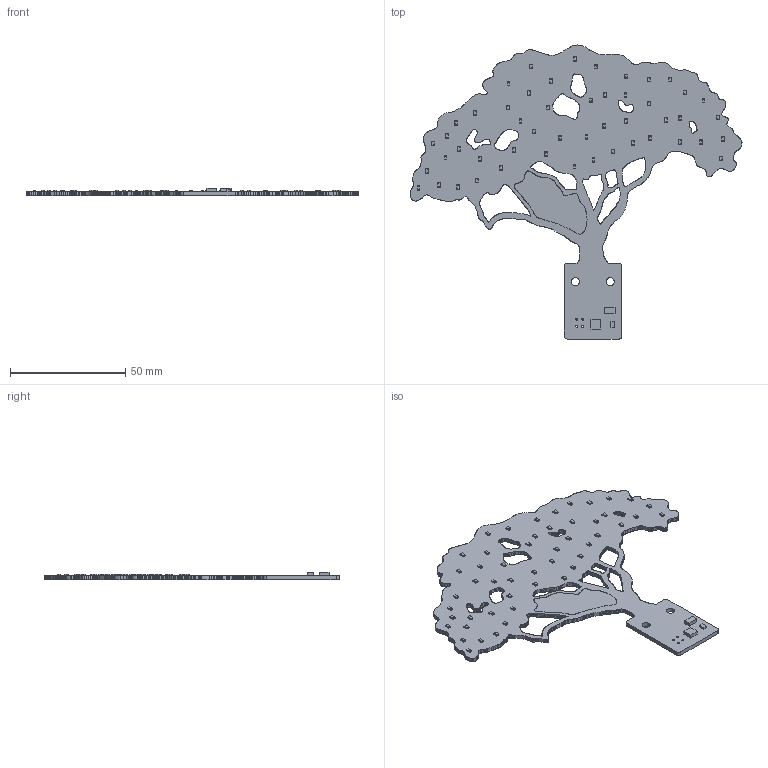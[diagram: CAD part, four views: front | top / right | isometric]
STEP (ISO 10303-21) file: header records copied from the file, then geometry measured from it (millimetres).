
FILE_DESCRIPTION(('Open CASCADE Model'),'2;1');
FILE_NAME('Open CASCADE Shape Model','2020-12-02T15:39:28',('Author'),( 'Open CASCADE'),'Open CASCADE STEP processor 6.8','Open CASCADE 6.8' ,'Unknown');
FILE_SCHEMA(('AUTOMOTIVE_DESIGN { 1 0 10303 214 1 1 1 1 }'));
Length unit declared in the file: millimetre
Products named in the file (70): PCB; Board; Open CASCADE STEP translator 6.8 2.1.1; Open CASCADE STEP translator 6.8 2.1.1.1; Open CASCADE STEP translator 6.8 2.1.1.2; D1; 5849563760; Extruded; Q1; 5849564160; U1; 5849564560; Open CASCADE STEP translator 6.8 2.5; WL-SMCW_0805_LED; base; cover; housing; marking; base_2; Open CASCADE STEP translator 6.8 2.6; Open CASCADE STEP translator 6.8 2.7; Open CASCADE STEP translator 6.8 2.8; Open CASCADE STEP translator 6.8 2.9; Open CASCADE STEP translator 6.8 2.10; Open CASCADE STEP translator 6.8 2.11; Open CASCADE STEP translator 6.8 2.12; Open CASCADE STEP translator 6.8 2.13; Open CASCADE STEP translator 6.8 2.14; Open CASCADE STEP translator 6.8 2.15; Open CASCADE STEP translator 6.8 2.16; Open CASCADE STEP translator 6.8 2.17; Open CASCADE STEP translator 6.8 2.18; Open CASCADE STEP translator 6.8 2.19; Open CASCADE STEP translator 6.8 2.20; Open CASCADE STEP translator 6.8 2.21; Open CASCADE STEP translator 6.8 2.22; Open CASCADE STEP translator 6.8 2.23; Open CASCADE STEP translator 6.8 2.24; Open CASCADE STEP translator 6.8 2.25; Open CASCADE STEP translator 6.8 2.26 ...
Assembly tree (119 placements, depth 4):
  PCB
    Board
      Open CASCADE STEP translator 6.8 2.1.1
        Open CASCADE STEP translator 6.8 2.1.1.1
        Open CASCADE STEP translator 6.8 2.1.1.2
    D1
      5849563760
        Extruded
    Q1
      5849564160
        Extruded
    U1
      5849564560
        Extruded
    Open CASCADE STEP translator 6.8 2.5
      WL-SMCW_0805_LED
        base
        cover
        housing
        marking  x2
        base_2
    Open CASCADE STEP translator 6.8 2.6
      WL-SMCW_0805_LED
        base
        cover
        housing
        marking  x2
        base_2
    Open CASCADE STEP translator 6.8 2.7
      WL-SMCW_0805_LED
        base
        cover
        housing
        marking  x2
        base_2
    Open CASCADE STEP translator 6.8 2.8
      WL-SMCW_0805_LED
        base
        cover
        housing
        marking  x2
        base_2
    Open CASCADE STEP translator 6.8 2.9
      WL-SMCW_0805_LED
        base
        cover
        housing
        marking  x2
        base_2
    Open CASCADE STEP translator 6.8 2.10
      WL-SMCW_0805_LED
        base
        cover
        housing
        marking  x2
        base_2
    Open CASCADE STEP translator 6.8 2.11
      WL-SMCW_0805_LED
        base
        cover
Bounding box: 143.82 x 127.36 x 3.39 mm (x, y, z)
Volume: 13896.3 mm3; surface area: 18330.8 mm2
Topology: 305 solids, 305 shells, 6210 faces, 16244 edges, 10488 vertices
Faces by surface type: plane 3511, cylinder 2499, sphere 200
Full cylindrical faces by diameter (mm): 0.9 x4, 3.5 x2
Entity records: 77229 total; most frequent: DIRECTION 14517, CARTESIAN_POINT 13089, ORIENTED_EDGE 12966, EDGE_CURVE 6477, AXIS2_PLACEMENT_3D 5734, VERTEX_POINT 4306, CIRCLE 3424, LINE 3049
